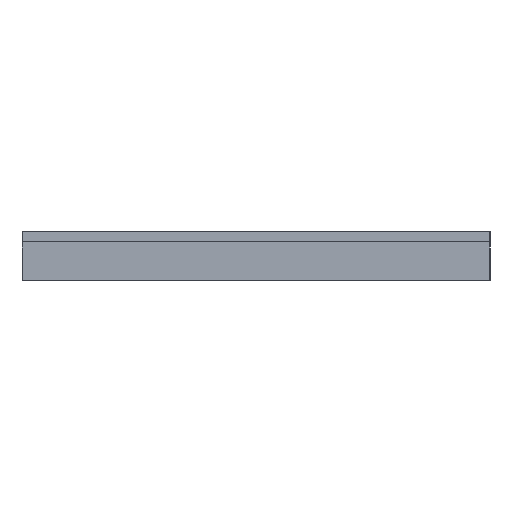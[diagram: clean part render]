
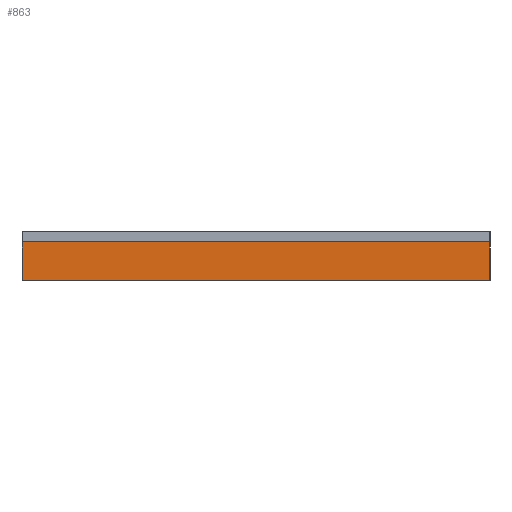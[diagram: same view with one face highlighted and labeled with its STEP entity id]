
A CAD part, left-side view. The second image highlights one B-rep face of the part: STEP entity #863.
In plain terms, the highlighted planar face has unit normal (-1, 0, 0).
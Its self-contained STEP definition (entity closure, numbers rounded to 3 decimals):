
#22 = VERTEX_POINT('',#23);
#23 = CARTESIAN_POINT('',(0.,0.,0.));
#44 = PLANE('',#45);
#45 = AXIS2_PLACEMENT_3D('',#46,#47,#48);
#46 = CARTESIAN_POINT('',(0.,55.,0.));
#47 = DIRECTION('',(1.,0.,0.));
#48 = DIRECTION('',(0.,-1.,0.));
#126 = PLANE('',#127);
#127 = AXIS2_PLACEMENT_3D('',#128,#129,#130);
#128 = CARTESIAN_POINT('',(0.,0.,0.));
#129 = DIRECTION('',(0.,-1.,0.));
#130 = DIRECTION('',(1.,0.,0.));
#142 = VERTEX_POINT('',#143);
#143 = CARTESIAN_POINT('',(0.,55.,0.));
#193 = EDGE_CURVE('',#142,#22,#194,.T.);
#194 = SURFACE_CURVE('',#195,(#199,#206),.PCURVE_S1.);
#195 = LINE('',#196,#197);
#196 = CARTESIAN_POINT('',(0.,55.,0.));
#197 = VECTOR('',#198,1.);
#198 = DIRECTION('',(0.,-1.,0.));
#199 = PCURVE('',#44,#200);
#200 = DEFINITIONAL_REPRESENTATION('',(#201),#205);
#201 = LINE('',#202,#203);
#202 = CARTESIAN_POINT('',(0.,0.));
#203 = VECTOR('',#204,1.);
#204 = DIRECTION('',(1.,0.));
#205 = ( GEOMETRIC_REPRESENTATION_CONTEXT(2) 
PARAMETRIC_REPRESENTATION_CONTEXT() REPRESENTATION_CONTEXT('2D SPACE',''
  ) );
#206 = PCURVE('',#207,#212);
#207 = PLANE('',#208);
#208 = AXIS2_PLACEMENT_3D('',#209,#210,#211);
#209 = CARTESIAN_POINT('',(0.,55.,0.));
#210 = DIRECTION('',(-1.,-0.,-0.));
#211 = DIRECTION('',(0.,-1.,0.));
#212 = DEFINITIONAL_REPRESENTATION('',(#213),#217);
#213 = LINE('',#214,#215);
#214 = CARTESIAN_POINT('',(0.,0.));
#215 = VECTOR('',#216,1.);
#216 = DIRECTION('',(1.,0.));
#217 = ( GEOMETRIC_REPRESENTATION_CONTEXT(2) 
PARAMETRIC_REPRESENTATION_CONTEXT() REPRESENTATION_CONTEXT('2D SPACE',''
  ) );
#298 = EDGE_CURVE('',#22,#299,#301,.T.);
#299 = VERTEX_POINT('',#300);
#300 = CARTESIAN_POINT('',(0.,0.,-4.5));
#301 = SURFACE_CURVE('',#302,(#306,#313),.PCURVE_S1.);
#302 = LINE('',#303,#304);
#303 = CARTESIAN_POINT('',(0.,0.,0.));
#304 = VECTOR('',#305,1.);
#305 = DIRECTION('',(0.,0.,-1.));
#306 = PCURVE('',#126,#307);
#307 = DEFINITIONAL_REPRESENTATION('',(#308),#312);
#308 = LINE('',#309,#310);
#309 = CARTESIAN_POINT('',(0.,0.));
#310 = VECTOR('',#311,1.);
#311 = DIRECTION('',(0.,-1.));
#312 = ( GEOMETRIC_REPRESENTATION_CONTEXT(2) 
PARAMETRIC_REPRESENTATION_CONTEXT() REPRESENTATION_CONTEXT('2D SPACE',''
  ) );
#313 = PCURVE('',#207,#314);
#314 = DEFINITIONAL_REPRESENTATION('',(#315),#319);
#315 = LINE('',#316,#317);
#316 = CARTESIAN_POINT('',(55.,0.));
#317 = VECTOR('',#318,1.);
#318 = DIRECTION('',(0.,-1.));
#319 = ( GEOMETRIC_REPRESENTATION_CONTEXT(2) 
PARAMETRIC_REPRESENTATION_CONTEXT() REPRESENTATION_CONTEXT('2D SPACE',''
  ) );
#337 = PLANE('',#338);
#338 = AXIS2_PLACEMENT_3D('',#339,#340,#341);
#339 = CARTESIAN_POINT('',(42.5,27.5,-4.5));
#340 = DIRECTION('',(0.,0.,1.));
#341 = DIRECTION('',(1.,0.,0.));
#852 = PLANE('',#853);
#853 = AXIS2_PLACEMENT_3D('',#854,#855,#856);
#854 = CARTESIAN_POINT('',(85.,55.,0.));
#855 = DIRECTION('',(0.,1.,0.));
#856 = DIRECTION('',(-1.,0.,0.));
#863 = ADVANCED_FACE('',(#864),#207,.T.);
#864 = FACE_BOUND('',#865,.T.);
#865 = EDGE_LOOP('',(#866,#889,#910,#911));
#866 = ORIENTED_EDGE('',*,*,#867,.T.);
#867 = EDGE_CURVE('',#142,#868,#870,.T.);
#868 = VERTEX_POINT('',#869);
#869 = CARTESIAN_POINT('',(0.,55.,-4.5));
#870 = SURFACE_CURVE('',#871,(#875,#882),.PCURVE_S1.);
#871 = LINE('',#872,#873);
#872 = CARTESIAN_POINT('',(0.,55.,0.));
#873 = VECTOR('',#874,1.);
#874 = DIRECTION('',(0.,0.,-1.));
#875 = PCURVE('',#207,#876);
#876 = DEFINITIONAL_REPRESENTATION('',(#877),#881);
#877 = LINE('',#878,#879);
#878 = CARTESIAN_POINT('',(0.,0.));
#879 = VECTOR('',#880,1.);
#880 = DIRECTION('',(0.,-1.));
#881 = ( GEOMETRIC_REPRESENTATION_CONTEXT(2) 
PARAMETRIC_REPRESENTATION_CONTEXT() REPRESENTATION_CONTEXT('2D SPACE',''
  ) );
#882 = PCURVE('',#852,#883);
#883 = DEFINITIONAL_REPRESENTATION('',(#884),#888);
#884 = LINE('',#885,#886);
#885 = CARTESIAN_POINT('',(85.,0.));
#886 = VECTOR('',#887,1.);
#887 = DIRECTION('',(0.,-1.));
#888 = ( GEOMETRIC_REPRESENTATION_CONTEXT(2) 
PARAMETRIC_REPRESENTATION_CONTEXT() REPRESENTATION_CONTEXT('2D SPACE',''
  ) );
#889 = ORIENTED_EDGE('',*,*,#890,.T.);
#890 = EDGE_CURVE('',#868,#299,#891,.T.);
#891 = SURFACE_CURVE('',#892,(#896,#903),.PCURVE_S1.);
#892 = LINE('',#893,#894);
#893 = CARTESIAN_POINT('',(0.,55.,-4.5));
#894 = VECTOR('',#895,1.);
#895 = DIRECTION('',(0.,-1.,0.));
#896 = PCURVE('',#207,#897);
#897 = DEFINITIONAL_REPRESENTATION('',(#898),#902);
#898 = LINE('',#899,#900);
#899 = CARTESIAN_POINT('',(0.,-4.5));
#900 = VECTOR('',#901,1.);
#901 = DIRECTION('',(1.,0.));
#902 = ( GEOMETRIC_REPRESENTATION_CONTEXT(2) 
PARAMETRIC_REPRESENTATION_CONTEXT() REPRESENTATION_CONTEXT('2D SPACE',''
  ) );
#903 = PCURVE('',#337,#904);
#904 = DEFINITIONAL_REPRESENTATION('',(#905),#909);
#905 = LINE('',#906,#907);
#906 = CARTESIAN_POINT('',(-42.5,27.5));
#907 = VECTOR('',#908,1.);
#908 = DIRECTION('',(0.,-1.));
#909 = ( GEOMETRIC_REPRESENTATION_CONTEXT(2) 
PARAMETRIC_REPRESENTATION_CONTEXT() REPRESENTATION_CONTEXT('2D SPACE',''
  ) );
#910 = ORIENTED_EDGE('',*,*,#298,.F.);
#911 = ORIENTED_EDGE('',*,*,#193,.F.);
